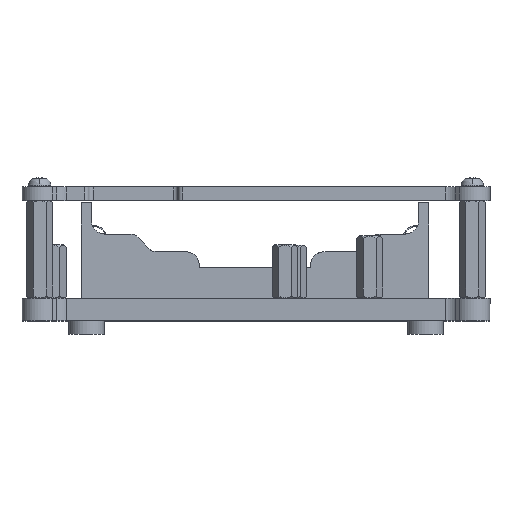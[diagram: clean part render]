
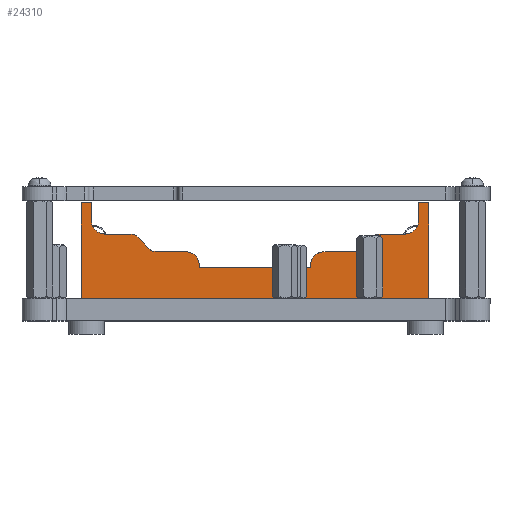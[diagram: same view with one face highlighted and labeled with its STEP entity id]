
A CAD part, top view. The second image highlights one B-rep face of the part: STEP entity #24310.
In plain terms, the highlighted face is planar.
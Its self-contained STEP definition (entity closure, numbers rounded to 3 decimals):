
#20680=DIRECTION('',(0.,1.,0.));
#20681=VECTOR('',#20680,21.5);
#20682=CARTESIAN_POINT('',(10.5,0.,39.));
#20683=LINE('',#20682,#20681);
#21328=DIRECTION('',(0.,1.,0.));
#21329=VECTOR('',#21328,0.5);
#21330=CARTESIAN_POINT('',(10.5,7.,-12.5));
#21331=LINE('',#21330,#21329);
#21335=CARTESIAN_POINT('',(10.5,7.5,-15.5));
#21336=DIRECTION('',(-1.,0.,0.));
#21337=DIRECTION('',(0.,0.,1.));
#21338=AXIS2_PLACEMENT_3D('',#21335,#21336,#21337);
#21343=DIRECTION('',(0.,0.,-1.));
#21344=VECTOR('',#21343,6.376);
#21345=CARTESIAN_POINT('',(10.5,10.5,-15.5));
#21346=LINE('',#21345,#21344);
#21350=DIRECTION('',(0.,0.757,-0.653));
#21351=VECTOR('',#21350,2.534);
#21352=CARTESIAN_POINT('',(10.5,11.541,-24.148));
#21353=LINE('',#21352,#21351);
#21357=CARTESIAN_POINT('',(10.5,11.5,-28.074));
#21358=DIRECTION('',(-1.,0.,0.));
#21359=DIRECTION('',(0.,0.653,0.757));
#21360=AXIS2_PLACEMENT_3D('',#21357,#21358,#21359);
#21365=DIRECTION('',(0.,0.,-1.));
#21366=VECTOR('',#21365,5.626);
#21367=CARTESIAN_POINT('',(10.5,14.5,-28.074));
#21368=LINE('',#21367,#21366);
#21372=DIRECTION('',(0.,-1.,0.));
#21373=VECTOR('',#21372,4.);
#21374=CARTESIAN_POINT('',(10.5,21.5,-36.7));
#21375=LINE('',#21374,#21373);
#21379=DIRECTION('',(0.,0.,1.));
#21380=VECTOR('',#21379,78.);
#21381=CARTESIAN_POINT('',(10.5,0.,-39.));
#21382=LINE('',#21381,#21380);
#21386=DIRECTION('',(0.,-1.,0.));
#21387=VECTOR('',#21386,4.);
#21388=CARTESIAN_POINT('',(10.5,21.5,36.7));
#21389=LINE('',#21388,#21387);
#21393=DIRECTION('',(0.,0.,1.));
#21394=VECTOR('',#21393,5.626);
#21395=CARTESIAN_POINT('',(10.5,14.5,28.074));
#21396=LINE('',#21395,#21394);
#21400=CARTESIAN_POINT('',(10.5,11.5,28.074));
#21401=DIRECTION('',(1.,0.,0.));
#21402=DIRECTION('',(0.,0.653,-0.757));
#21403=AXIS2_PLACEMENT_3D('',#21400,#21401,#21402);
#21408=DIRECTION('',(0.,0.757,0.653));
#21409=VECTOR('',#21408,2.534);
#21410=CARTESIAN_POINT('',(10.5,11.541,24.148));
#21411=LINE('',#21410,#21409);
#21415=DIRECTION('',(0.,0.,1.));
#21416=VECTOR('',#21415,6.376);
#21417=CARTESIAN_POINT('',(10.5,10.5,15.5));
#21418=LINE('',#21417,#21416);
#21422=CARTESIAN_POINT('',(10.5,7.5,15.5));
#21423=DIRECTION('',(1.,0.,0.));
#21424=DIRECTION('',(0.,0.,-1.));
#21425=AXIS2_PLACEMENT_3D('',#21422,#21423,#21424);
#21430=DIRECTION('',(0.,1.,0.));
#21431=VECTOR('',#21430,0.5);
#21432=CARTESIAN_POINT('',(10.5,7.,12.5));
#21433=LINE('',#21432,#21431);
#21458=DIRECTION('',(0.,0.,1.));
#21459=VECTOR('',#21458,25.);
#21460=CARTESIAN_POINT('',(10.5,7.,-12.5));
#21461=LINE('',#21460,#21459);
#21609=DIRECTION('',(0.,1.,0.));
#21610=VECTOR('',#21609,21.5);
#21611=CARTESIAN_POINT('',(10.5,0.,-39.));
#21612=LINE('',#21611,#21610);
#22572=CARTESIAN_POINT('',(10.5,17.5,-33.7));
#22573=DIRECTION('',(1.,0.,0.));
#22574=DIRECTION('',(0.,-1.,0.));
#22575=AXIS2_PLACEMENT_3D('',#22572,#22573,#22574);
#22680=CARTESIAN_POINT('',(10.5,13.5,-21.876));
#22681=DIRECTION('',(1.,0.,0.));
#22682=DIRECTION('',(0.,-1.,0.));
#22683=AXIS2_PLACEMENT_3D('',#22680,#22681,#22682);
#22921=CARTESIAN_POINT('',(10.5,17.5,33.7));
#22922=DIRECTION('',(-1.,0.,0.));
#22923=DIRECTION('',(0.,-1.,0.));
#22924=AXIS2_PLACEMENT_3D('',#22921,#22922,#22923);
#22941=CARTESIAN_POINT('',(10.5,13.5,21.876));
#22942=DIRECTION('',(-1.,0.,0.));
#22943=DIRECTION('',(0.,-1.,0.));
#22944=AXIS2_PLACEMENT_3D('',#22941,#22942,#22943);
#23167=DIRECTION('',(0.,0.,-1.));
#23168=VECTOR('',#23167,2.3);
#23169=CARTESIAN_POINT('',(10.5,21.5,-36.7));
#23170=LINE('',#23169,#23168);
#23174=DIRECTION('',(0.,0.,1.));
#23175=VECTOR('',#23174,2.3);
#23176=CARTESIAN_POINT('',(10.5,21.5,36.7));
#23177=LINE('',#23176,#23175);
#23209=CARTESIAN_POINT('',(10.5,0.,39.));
#23210=CARTESIAN_POINT('',(10.5,21.5,39.));
#23211=VERTEX_POINT('',#23209);
#23212=VERTEX_POINT('',#23210);
#23217=CARTESIAN_POINT('',(10.5,21.5,36.7));
#23218=VERTEX_POINT('',#23217);
#23234=CARTESIAN_POINT('',(10.5,7.,12.5));
#23236=VERTEX_POINT('',#23234);
#23254=CARTESIAN_POINT('',(10.5,17.5,36.7));
#23256=VERTEX_POINT('',#23254);
#23258=CARTESIAN_POINT('',(10.5,14.5,33.7));
#23260=VERTEX_POINT('',#23258);
#23270=CARTESIAN_POINT('',(10.5,11.541,24.148));
#23272=VERTEX_POINT('',#23270);
#23274=CARTESIAN_POINT('',(10.5,10.5,21.876));
#23276=VERTEX_POINT('',#23274);
#23291=CARTESIAN_POINT('',(10.5,13.459,25.802));
#23292=VERTEX_POINT('',#23291);
#23293=CARTESIAN_POINT('',(10.5,14.5,28.074));
#23294=VERTEX_POINT('',#23293);
#23310=CARTESIAN_POINT('',(10.5,7.5,12.5));
#23311=VERTEX_POINT('',#23310);
#23312=CARTESIAN_POINT('',(10.5,10.5,15.5));
#23313=VERTEX_POINT('',#23312);
#23314=CARTESIAN_POINT('',(10.5,0.,-39.));
#23315=CARTESIAN_POINT('',(10.5,21.5,-39.));
#23316=VERTEX_POINT('',#23314);
#23317=VERTEX_POINT('',#23315);
#23322=CARTESIAN_POINT('',(10.5,21.5,-36.7));
#23323=VERTEX_POINT('',#23322);
#23331=CARTESIAN_POINT('',(10.5,7.,-12.5));
#23333=VERTEX_POINT('',#23331);
#23347=CARTESIAN_POINT('',(10.5,17.5,-36.7));
#23349=VERTEX_POINT('',#23347);
#23351=CARTESIAN_POINT('',(10.5,14.5,-33.7));
#23353=VERTEX_POINT('',#23351);
#23363=CARTESIAN_POINT('',(10.5,11.541,-24.148));
#23365=VERTEX_POINT('',#23363);
#23367=CARTESIAN_POINT('',(10.5,10.5,-21.876));
#23369=VERTEX_POINT('',#23367);
#23382=CARTESIAN_POINT('',(10.5,13.459,-25.802));
#23383=VERTEX_POINT('',#23382);
#23384=CARTESIAN_POINT('',(10.5,14.5,-28.074));
#23385=VERTEX_POINT('',#23384);
#23403=CARTESIAN_POINT('',(10.5,7.5,-12.5));
#23404=VERTEX_POINT('',#23403);
#23405=CARTESIAN_POINT('',(10.5,10.5,-15.5));
#23406=VERTEX_POINT('',#23405);
#24258=CARTESIAN_POINT('',(10.5,0.,0.));
#24259=DIRECTION('',(1.,0.,0.));
#24260=DIRECTION('',(0.,1.,0.));
#24261=AXIS2_PLACEMENT_3D('',#24258,#24259,#24260);
#24262=PLANE('',#24261);
#24264=ORIENTED_EDGE('',*,*,#24263,.F.);
#24266=ORIENTED_EDGE('',*,*,#24265,.T.);
#24268=ORIENTED_EDGE('',*,*,#24267,.T.);
#24270=ORIENTED_EDGE('',*,*,#24269,.T.);
#24272=ORIENTED_EDGE('',*,*,#24271,.T.);
#24274=ORIENTED_EDGE('',*,*,#24273,.T.);
#24276=ORIENTED_EDGE('',*,*,#24275,.T.);
#24278=ORIENTED_EDGE('',*,*,#24277,.T.);
#24280=ORIENTED_EDGE('',*,*,#24279,.T.);
#24282=ORIENTED_EDGE('',*,*,#24281,.F.);
#24284=ORIENTED_EDGE('',*,*,#24283,.T.);
#24286=ORIENTED_EDGE('',*,*,#24285,.F.);
#24287=ORIENTED_EDGE('',*,*,#24154,.T.);
#24288=ORIENTED_EDGE('',*,*,#23682,.T.);
#24290=ORIENTED_EDGE('',*,*,#24289,.F.);
#24291=ORIENTED_EDGE('',*,*,#23726,.T.);
#24293=ORIENTED_EDGE('',*,*,#24292,.F.);
#24295=ORIENTED_EDGE('',*,*,#24294,.F.);
#24297=ORIENTED_EDGE('',*,*,#24296,.F.);
#24299=ORIENTED_EDGE('',*,*,#24298,.F.);
#24301=ORIENTED_EDGE('',*,*,#24300,.F.);
#24303=ORIENTED_EDGE('',*,*,#24302,.F.);
#24305=ORIENTED_EDGE('',*,*,#24304,.F.);
#24307=ORIENTED_EDGE('',*,*,#24306,.F.);
#24308=EDGE_LOOP('',(#24264,#24266,#24268,#24270,#24272,#24274,#24276,#24278,
#24280,#24282,#24284,#24286,#24287,#24288,#24290,#24291,#24293,#24295,#24297,
#24299,#24301,#24303,#24305,#24307));
#24309=FACE_OUTER_BOUND('',#24308,.F.);
#21339=CIRCLE('',#21338,3.);
#21361=CIRCLE('',#21360,3.);
#21404=CIRCLE('',#21403,3.);
#21426=CIRCLE('',#21425,3.);
#22576=CIRCLE('',#22575,3.);
#22684=CIRCLE('',#22683,3.);
#22925=CIRCLE('',#22924,3.);
#22945=CIRCLE('',#22944,3.);
#23682=EDGE_CURVE('',#23211,#23212,#20683,.T.);
#23726=EDGE_CURVE('',#23218,#23256,#21389,.T.);
#24154=EDGE_CURVE('',#23316,#23211,#21382,.T.);
#24263=EDGE_CURVE('',#23333,#23236,#21461,.T.);
#24265=EDGE_CURVE('',#23333,#23404,#21331,.T.);
#24267=EDGE_CURVE('',#23404,#23406,#21339,.T.);
#24269=EDGE_CURVE('',#23406,#23369,#21346,.T.);
#24271=EDGE_CURVE('',#23369,#23365,#22684,.T.);
#24273=EDGE_CURVE('',#23365,#23383,#21353,.T.);
#24275=EDGE_CURVE('',#23383,#23385,#21361,.T.);
#24277=EDGE_CURVE('',#23385,#23353,#21368,.T.);
#24279=EDGE_CURVE('',#23353,#23349,#22576,.T.);
#24281=EDGE_CURVE('',#23323,#23349,#21375,.T.);
#24283=EDGE_CURVE('',#23323,#23317,#23170,.T.);
#24285=EDGE_CURVE('',#23316,#23317,#21612,.T.);
#24289=EDGE_CURVE('',#23218,#23212,#23177,.T.);
#24292=EDGE_CURVE('',#23260,#23256,#22925,.T.);
#24294=EDGE_CURVE('',#23294,#23260,#21396,.T.);
#24296=EDGE_CURVE('',#23292,#23294,#21404,.T.);
#24298=EDGE_CURVE('',#23272,#23292,#21411,.T.);
#24300=EDGE_CURVE('',#23276,#23272,#22945,.T.);
#24302=EDGE_CURVE('',#23313,#23276,#21418,.T.);
#24304=EDGE_CURVE('',#23311,#23313,#21426,.T.);
#24306=EDGE_CURVE('',#23236,#23311,#21433,.T.);
#24310=ADVANCED_FACE('',(#24309),#24262,.T.);
